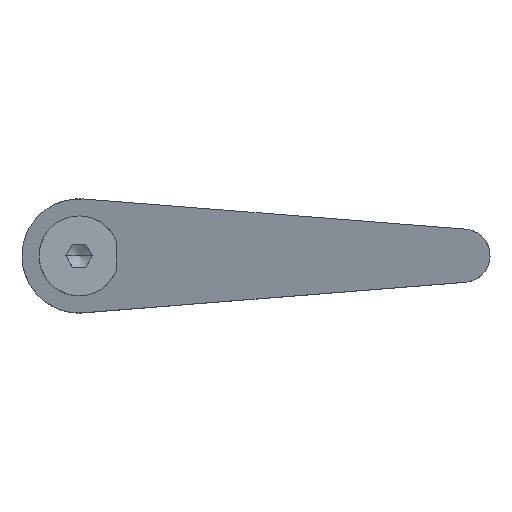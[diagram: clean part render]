
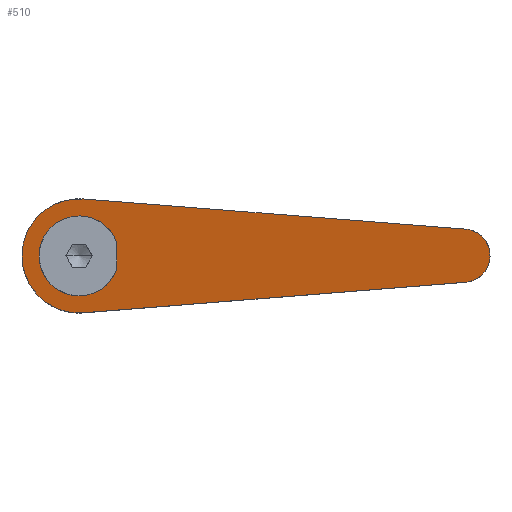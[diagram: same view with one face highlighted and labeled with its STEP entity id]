
A CAD part, top view. The second image highlights one B-rep face of the part: STEP entity #510.
In plain terms, the highlighted planar face has unit normal (-0.26, 0, 0.966).
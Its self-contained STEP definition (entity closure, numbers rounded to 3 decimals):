
#234=VERTEX_POINT('',#630);
#238=VERTEX_POINT('',#634);
#250=VERTEX_POINT('',#649);
#346=EDGE_CURVE('',#384,#234,#758,.T.);
#374=EDGE_CURVE('',#418,#406,#787,.T.);
#378=EDGE_CURVE('',#234,#504,#791,.T.);
#382=EDGE_CURVE('',#406,#582,#795,.T.);
#384=VERTEX_POINT('',#797);
#388=EDGE_CURVE('',#238,#384,#802,.T.);
#406=VERTEX_POINT('',#821);
#412=EDGE_CURVE('',#582,#250,#828,.T.);
#418=VERTEX_POINT('',#834);
#452=EDGE_CURVE('',#250,#512,#876,.T.);
#476=EDGE_CURVE('',#504,#238,#904,.T.);
#504=VERTEX_POINT('',#933);
#510=ADVANCED_FACE('',(#939,#940),#941,.F.);
#512=VERTEX_POINT('',#943);
#572=EDGE_CURVE('',#512,#418,#1010,.T.);
#582=VERTEX_POINT('',#1020);
#630=CARTESIAN_POINT('',(9.896,-3.511,50.5));
#634=CARTESIAN_POINT('',(0.,10.5,47.837));
#649=CARTESIAN_POINT('',(-15.0,0.,43.8));
#758=ELLIPSE('',#1245,10.874,10.5);
#787=ELLIPSE('',#1287,7.249,7.0);
#791=LINE('',#1293,#1294);
#795=LINE('',#1301,#1302);
#797=CARTESIAN_POINT('',(0.,-10.5,47.837));
#802=ELLIPSE('',#1310,10.874,10.5);
#821=CARTESIAN_POINT('',(101.554,6.978,75.167));
#828=ELLIPSE('',#1346,15.534,15.0);
#834=CARTESIAN_POINT('',(101.554,-6.978,75.167));
#876=ELLIPSE('',#1413,15.534,15.0);
#904=ELLIPSE('',#1447,10.874,10.5);
#933=CARTESIAN_POINT('',(9.896,3.511,50.5));
#939=FACE_OUTER_BOUND('',#1501,.T.);
#940=FACE_BOUND('',#1502,.T.);
#941=PLANE('',#1503);
#943=CARTESIAN_POINT('',(1.188,-14.953,48.157));
#1010=LINE('',#1628,#1629);
#1020=CARTESIAN_POINT('',(1.188,14.953,48.157));
#1245=AXIS2_PLACEMENT_3D('',#1830,#1831,#1832);
#1287=AXIS2_PLACEMENT_3D('',#1852,#1853,#1854);
#1293=CARTESIAN_POINT('',(9.896,0.,50.5));
#1294=VECTOR('',#1858,1.0);
#1301=CARTESIAN_POINT('',(56.602,10.55,63.07));
#1302=VECTOR('',#1860,1.0);
#1310=AXIS2_PLACEMENT_3D('',#1869,#1870,#1871);
#1346=AXIS2_PLACEMENT_3D('',#1899,#1900,#1901);
#1413=AXIS2_PLACEMENT_3D('',#1968,#1969,#1970);
#1447=AXIS2_PLACEMENT_3D('',#2011,#2012,#2013);
#1501=EDGE_LOOP('',(#2039,#2040,#2041,#2042,#2043));
#1502=EDGE_LOOP('',(#2044,#2045,#2046,#2047));
#1503=AXIS2_PLACEMENT_3D('',#2048,#2049,#2050);
#1628=CARTESIAN_POINT('',(103.416,-6.83,75.668));
#1629=VECTOR('',#2125,1.0);
#1830=CARTESIAN_POINT('',(0.,0.,47.837));
#1831=DIRECTION('',(-0.26,0.,0.966));
#1832=DIRECTION('',(-0.966,0.0,-0.26));
#1852=CARTESIAN_POINT('',(101.0,0.,75.018));
#1853=DIRECTION('',(-0.26,0.,0.966));
#1854=DIRECTION('',(0.966,0.,0.26));
#1858=DIRECTION('',(0.,1.0,0.0));
#1860=DIRECTION('',(-0.963,0.077,-0.259));
#1869=CARTESIAN_POINT('',(0.,0.,47.837));
#1870=DIRECTION('',(-0.26,0.,0.966));
#1871=DIRECTION('',(-0.966,0.0,-0.26));
#1899=CARTESIAN_POINT('',(0.,0.,47.837));
#1900=DIRECTION('',(-0.26,0.,0.966));
#1901=DIRECTION('',(-0.966,0.,-0.26));
#1968=CARTESIAN_POINT('',(0.,0.,47.837));
#1969=DIRECTION('',(-0.26,0.,0.966));
#1970=DIRECTION('',(-0.966,0.,-0.26));
#2011=CARTESIAN_POINT('',(0.,0.,47.837));
#2012=DIRECTION('',(-0.26,0.,0.966));
#2013=DIRECTION('',(-0.966,0.0,-0.26));
#2039=ORIENTED_EDGE('',*,*,#412,.T.);
#2040=ORIENTED_EDGE('',*,*,#452,.T.);
#2041=ORIENTED_EDGE('',*,*,#572,.T.);
#2042=ORIENTED_EDGE('',*,*,#374,.T.);
#2043=ORIENTED_EDGE('',*,*,#382,.T.);
#2044=ORIENTED_EDGE('',*,*,#476,.F.);
#2045=ORIENTED_EDGE('',*,*,#378,.F.);
#2046=ORIENTED_EDGE('',*,*,#346,.F.);
#2047=ORIENTED_EDGE('',*,*,#388,.F.);
#2048=CARTESIAN_POINT('',(48.966,0.,61.015));
#2049=DIRECTION('',(0.26,0.,-0.966));
#2050=DIRECTION('',(0.251,0.966,0.068));
#2125=DIRECTION('',(0.963,0.077,0.259));
